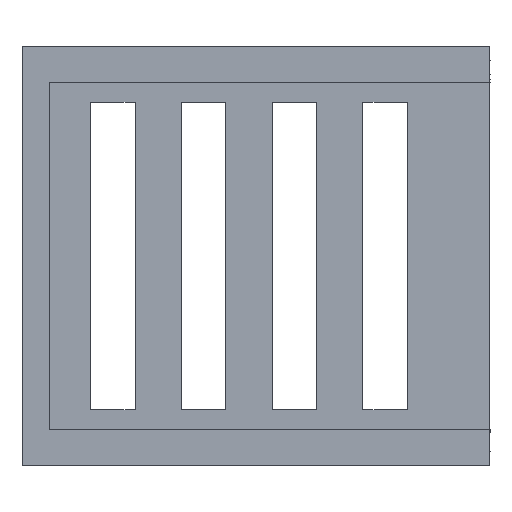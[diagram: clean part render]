
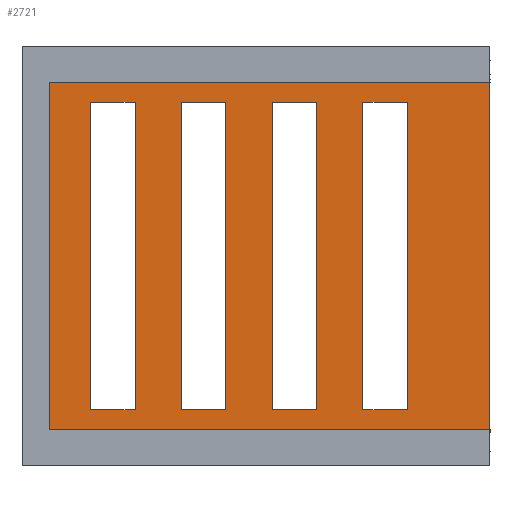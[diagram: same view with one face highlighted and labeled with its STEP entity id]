
A CAD part, front view. The second image highlights one B-rep face of the part: STEP entity #2721.
In plain terms, the highlighted planar face has unit normal (0, -1, 0).
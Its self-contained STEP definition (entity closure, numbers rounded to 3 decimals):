
#155=FACE_BOUND('',#332,.T.);
#156=FACE_BOUND('',#333,.T.);
#157=FACE_BOUND('',#334,.T.);
#158=FACE_BOUND('',#335,.T.);
#179=FACE_OUTER_BOUND('',#331,.T.);
#331=EDGE_LOOP('',(#1809,#1810,#1811,#1812));
#332=EDGE_LOOP('',(#1813,#1814,#1815,#1816));
#333=EDGE_LOOP('',(#1817,#1818,#1819,#1820));
#334=EDGE_LOOP('',(#1821,#1822,#1823,#1824));
#335=EDGE_LOOP('',(#1825,#1826,#1827,#1828));
#507=LINE('',#3925,#825);
#508=LINE('',#3927,#826);
#509=LINE('',#3929,#827);
#510=LINE('',#3930,#828);
#511=LINE('',#3933,#829);
#512=LINE('',#3935,#830);
#513=LINE('',#3937,#831);
#514=LINE('',#3938,#832);
#515=LINE('',#3941,#833);
#516=LINE('',#3943,#834);
#517=LINE('',#3945,#835);
#518=LINE('',#3946,#836);
#519=LINE('',#3949,#837);
#520=LINE('',#3951,#838);
#521=LINE('',#3953,#839);
#522=LINE('',#3954,#840);
#523=LINE('',#3957,#841);
#524=LINE('',#3959,#842);
#525=LINE('',#3961,#843);
#526=LINE('',#3962,#844);
#825=VECTOR('',#3129,10.);
#826=VECTOR('',#3130,10.);
#827=VECTOR('',#3131,10.);
#828=VECTOR('',#3132,10.);
#829=VECTOR('',#3133,10.);
#830=VECTOR('',#3134,10.);
#831=VECTOR('',#3135,10.);
#832=VECTOR('',#3136,10.);
#833=VECTOR('',#3137,10.);
#834=VECTOR('',#3138,10.);
#835=VECTOR('',#3139,10.);
#836=VECTOR('',#3140,10.);
#837=VECTOR('',#3141,10.);
#838=VECTOR('',#3142,10.);
#839=VECTOR('',#3143,10.);
#840=VECTOR('',#3144,10.);
#841=VECTOR('',#3145,10.);
#842=VECTOR('',#3146,10.);
#843=VECTOR('',#3147,10.);
#844=VECTOR('',#3148,10.);
#1143=VERTEX_POINT('',#3923);
#1144=VERTEX_POINT('',#3924);
#1145=VERTEX_POINT('',#3926);
#1146=VERTEX_POINT('',#3928);
#1147=VERTEX_POINT('',#3931);
#1148=VERTEX_POINT('',#3932);
#1149=VERTEX_POINT('',#3934);
#1150=VERTEX_POINT('',#3936);
#1151=VERTEX_POINT('',#3939);
#1152=VERTEX_POINT('',#3940);
#1153=VERTEX_POINT('',#3942);
#1154=VERTEX_POINT('',#3944);
#1155=VERTEX_POINT('',#3947);
#1156=VERTEX_POINT('',#3948);
#1157=VERTEX_POINT('',#3950);
#1158=VERTEX_POINT('',#3952);
#1159=VERTEX_POINT('',#3955);
#1160=VERTEX_POINT('',#3956);
#1161=VERTEX_POINT('',#3958);
#1162=VERTEX_POINT('',#3960);
#1403=EDGE_CURVE('',#1143,#1144,#507,.T.);
#1404=EDGE_CURVE('',#1143,#1145,#508,.T.);
#1405=EDGE_CURVE('',#1146,#1145,#509,.T.);
#1406=EDGE_CURVE('',#1144,#1146,#510,.T.);
#1407=EDGE_CURVE('',#1147,#1148,#511,.T.);
#1408=EDGE_CURVE('',#1148,#1149,#512,.T.);
#1409=EDGE_CURVE('',#1149,#1150,#513,.T.);
#1410=EDGE_CURVE('',#1150,#1147,#514,.T.);
#1411=EDGE_CURVE('',#1151,#1152,#515,.T.);
#1412=EDGE_CURVE('',#1152,#1153,#516,.T.);
#1413=EDGE_CURVE('',#1153,#1154,#517,.T.);
#1414=EDGE_CURVE('',#1154,#1151,#518,.T.);
#1415=EDGE_CURVE('',#1155,#1156,#519,.T.);
#1416=EDGE_CURVE('',#1156,#1157,#520,.T.);
#1417=EDGE_CURVE('',#1157,#1158,#521,.T.);
#1418=EDGE_CURVE('',#1158,#1155,#522,.T.);
#1419=EDGE_CURVE('',#1159,#1160,#523,.T.);
#1420=EDGE_CURVE('',#1160,#1161,#524,.T.);
#1421=EDGE_CURVE('',#1161,#1162,#525,.T.);
#1422=EDGE_CURVE('',#1162,#1159,#526,.T.);
#1809=ORIENTED_EDGE('',*,*,#1403,.F.);
#1810=ORIENTED_EDGE('',*,*,#1404,.T.);
#1811=ORIENTED_EDGE('',*,*,#1405,.F.);
#1812=ORIENTED_EDGE('',*,*,#1406,.F.);
#1813=ORIENTED_EDGE('',*,*,#1407,.T.);
#1814=ORIENTED_EDGE('',*,*,#1408,.T.);
#1815=ORIENTED_EDGE('',*,*,#1409,.T.);
#1816=ORIENTED_EDGE('',*,*,#1410,.T.);
#1817=ORIENTED_EDGE('',*,*,#1411,.T.);
#1818=ORIENTED_EDGE('',*,*,#1412,.T.);
#1819=ORIENTED_EDGE('',*,*,#1413,.T.);
#1820=ORIENTED_EDGE('',*,*,#1414,.T.);
#1821=ORIENTED_EDGE('',*,*,#1415,.T.);
#1822=ORIENTED_EDGE('',*,*,#1416,.T.);
#1823=ORIENTED_EDGE('',*,*,#1417,.T.);
#1824=ORIENTED_EDGE('',*,*,#1418,.T.);
#1825=ORIENTED_EDGE('',*,*,#1419,.T.);
#1826=ORIENTED_EDGE('',*,*,#1420,.T.);
#1827=ORIENTED_EDGE('',*,*,#1421,.T.);
#1828=ORIENTED_EDGE('',*,*,#1422,.T.);
#2621=PLANE('',#2887);
#2721=ADVANCED_FACE('',(#179,#155,#156,#157,#158),#2621,.T.);
#2887=AXIS2_PLACEMENT_3D('',#3922,#3127,#3128);
#3127=DIRECTION('center_axis',(0.,-1.,0.));
#3128=DIRECTION('ref_axis',(0.,0.,-1.));
#3129=DIRECTION('',(-1.,0.,0.));
#3130=DIRECTION('',(0.,0.,1.));
#3131=DIRECTION('',(1.,0.,0.));
#3132=DIRECTION('',(0.,0.,1.));
#3133=DIRECTION('',(0.,0.,1.));
#3134=DIRECTION('',(1.,0.,0.));
#3135=DIRECTION('',(0.,0.,-1.));
#3136=DIRECTION('',(-1.,0.,0.));
#3137=DIRECTION('',(-1.,0.,0.));
#3138=DIRECTION('',(0.,0.,1.));
#3139=DIRECTION('',(1.,0.,0.));
#3140=DIRECTION('',(0.,0.,-1.));
#3141=DIRECTION('',(0.,0.,1.));
#3142=DIRECTION('',(1.,0.,0.));
#3143=DIRECTION('',(0.,0.,-1.));
#3144=DIRECTION('',(-1.,0.,0.));
#3145=DIRECTION('',(0.,0.,1.));
#3146=DIRECTION('',(1.,0.,0.));
#3147=DIRECTION('',(0.,0.,-1.));
#3148=DIRECTION('',(-1.,0.,0.));
#3922=CARTESIAN_POINT('Origin',(0.,-3.,0.));
#3923=CARTESIAN_POINT('',(82.,-3.,-82.5));
#3924=CARTESIAN_POINT('',(-80.2,-3.,-82.5));
#3925=CARTESIAN_POINT('',(38.5,-3.,-82.5));
#3926=CARTESIAN_POINT('',(82.,-3.,57.5));
#3927=CARTESIAN_POINT('',(82.,-3.,57.5));
#3928=CARTESIAN_POINT('',(-80.2,-3.,57.5));
#3929=CARTESIAN_POINT('',(-40.1,-3.,57.5));
#3930=CARTESIAN_POINT('',(-80.2,-3.,-41.25));
#3931=CARTESIAN_POINT('',(-28.32,-3.,-67.5));
#3932=CARTESIAN_POINT('',(-28.32,-3.,42.5));
#3933=CARTESIAN_POINT('',(-28.32,-3.,-33.75));
#3934=CARTESIAN_POINT('',(-12.32,-3.,42.5));
#3935=CARTESIAN_POINT('',(-14.16,-3.,42.5));
#3936=CARTESIAN_POINT('',(-12.32,-3.,-67.5));
#3937=CARTESIAN_POINT('',(-12.32,-3.,21.25));
#3938=CARTESIAN_POINT('',(-6.16,-3.,-67.5));
#3939=CARTESIAN_POINT('',(-44.76,-3.,-67.5));
#3940=CARTESIAN_POINT('',(-60.76,-3.,-67.5));
#3941=CARTESIAN_POINT('',(-22.38,-3.,-67.5));
#3942=CARTESIAN_POINT('',(-60.76,-3.,42.5));
#3943=CARTESIAN_POINT('',(-60.76,-3.,-33.75));
#3944=CARTESIAN_POINT('',(-44.76,-3.,42.5));
#3945=CARTESIAN_POINT('',(-30.38,-3.,42.5));
#3946=CARTESIAN_POINT('',(-44.76,-3.,21.25));
#3947=CARTESIAN_POINT('',(4.12,-3.,-67.5));
#3948=CARTESIAN_POINT('',(4.12,-3.,42.5));
#3949=CARTESIAN_POINT('',(4.12,-3.,-33.75));
#3950=CARTESIAN_POINT('',(20.12,-3.,42.5));
#3951=CARTESIAN_POINT('',(2.06,-3.,42.5));
#3952=CARTESIAN_POINT('',(20.12,-3.,-67.5));
#3953=CARTESIAN_POINT('',(20.12,-3.,21.25));
#3954=CARTESIAN_POINT('',(10.06,-3.,-67.5));
#3955=CARTESIAN_POINT('',(36.56,-3.,-67.5));
#3956=CARTESIAN_POINT('',(36.56,-3.,42.5));
#3957=CARTESIAN_POINT('',(36.56,-3.,-33.75));
#3958=CARTESIAN_POINT('',(52.56,-3.,42.5));
#3959=CARTESIAN_POINT('',(18.28,-3.,42.5));
#3960=CARTESIAN_POINT('',(52.56,-3.,-67.5));
#3961=CARTESIAN_POINT('',(52.56,-3.,21.25));
#3962=CARTESIAN_POINT('',(26.28,-3.,-67.5));
